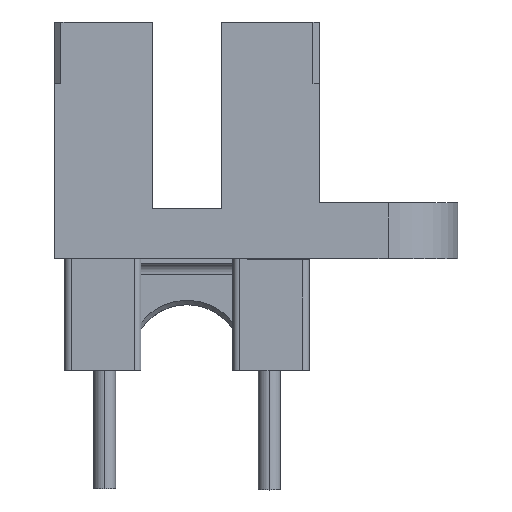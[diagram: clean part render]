
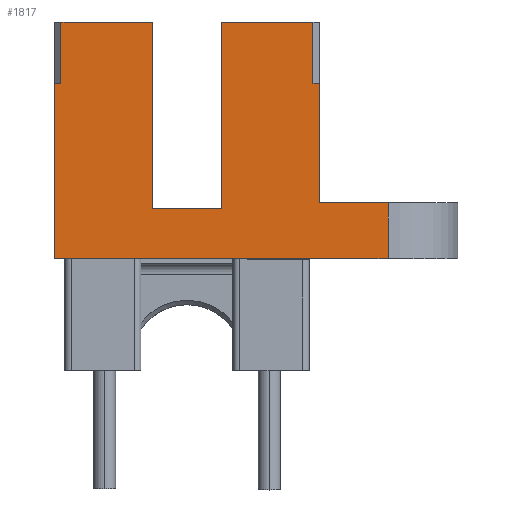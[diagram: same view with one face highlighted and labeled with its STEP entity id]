
A CAD part, top view. The second image highlights one B-rep face of the part: STEP entity #1817.
In plain terms, the highlighted planar face has unit normal (0, 0, 1).
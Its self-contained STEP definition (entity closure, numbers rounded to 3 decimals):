
#476=DIRECTION('',(0.,1.,0.));
#477=VECTOR('',#476,8.);
#478=CARTESIAN_POINT('',(33.95,-8.,3.175));
#479=LINE('',#478,#477);
#480=DIRECTION('',(-1.,0.,0.));
#481=VECTOR('',#480,0.3);
#482=CARTESIAN_POINT('',(34.25,0.,3.175));
#483=LINE('',#482,#481);
#492=DIRECTION('',(0.,-1.,0.));
#493=VECTOR('',#492,2.8);
#494=CARTESIAN_POINT('',(34.25,2.8,3.175));
#495=LINE('',#494,#493);
#516=DIRECTION('',(-1.,0.,0.));
#517=VECTOR('',#516,4.175);
#518=CARTESIAN_POINT('',(38.425,2.8,3.175));
#519=LINE('',#518,#517);
#548=DIRECTION('',(0.,1.,0.));
#549=VECTOR('',#548,8.5);
#550=CARTESIAN_POINT('',(38.425,-5.7,3.175));
#551=LINE('',#550,#549);
#576=DIRECTION('',(0.,-1.,0.));
#577=VECTOR('',#576,8.5);
#578=CARTESIAN_POINT('',(41.575,2.8,3.175));
#579=LINE('',#578,#577);
#588=DIRECTION('',(-1.,0.,0.));
#589=VECTOR('',#588,4.175);
#590=CARTESIAN_POINT('',(45.75,2.8,3.175));
#591=LINE('',#590,#589);
#628=DIRECTION('',(0.,1.,0.));
#629=VECTOR('',#628,5.45);
#630=CARTESIAN_POINT('',(46.05,-5.45,3.175));
#631=LINE('',#630,#629);
#658=DIRECTION('',(-1.,0.,0.));
#659=VECTOR('',#658,3.125);
#660=CARTESIAN_POINT('',(49.175,-5.45,3.175));
#661=LINE('',#660,#659);
#672=DIRECTION('',(0.,1.,0.));
#673=VECTOR('',#672,2.55);
#674=CARTESIAN_POINT('',(49.175,-8.,3.175));
#675=LINE('',#674,#673);
#684=DIRECTION('',(1.,0.,0.));
#685=VECTOR('',#684,15.225);
#686=CARTESIAN_POINT('',(33.95,-8.,3.175));
#687=LINE('',#686,#685);
#1240=DIRECTION('',(-1.,0.,0.));
#1241=VECTOR('',#1240,3.15);
#1242=CARTESIAN_POINT('',(41.575,-5.7,3.175));
#1243=LINE('',#1242,#1241);
#1244=DIRECTION('',(-1.,0.,0.));
#1245=VECTOR('',#1244,0.3);
#1246=CARTESIAN_POINT('',(46.05,0.,3.175));
#1247=LINE('',#1246,#1245);
#1256=DIRECTION('',(0.,1.,0.));
#1257=VECTOR('',#1256,2.8);
#1258=CARTESIAN_POINT('',(45.75,0.,3.175));
#1259=LINE('',#1258,#1257);
#1420=CARTESIAN_POINT('',(33.95,-8.,3.175));
#1421=CARTESIAN_POINT('',(33.95,0.,3.175));
#1422=VERTEX_POINT('',#1420);
#1423=VERTEX_POINT('',#1421);
#1424=CARTESIAN_POINT('',(34.25,0.,3.175));
#1425=VERTEX_POINT('',#1424);
#1428=CARTESIAN_POINT('',(34.25,2.8,3.175));
#1429=VERTEX_POINT('',#1428);
#1438=CARTESIAN_POINT('',(38.425,2.8,3.175));
#1439=VERTEX_POINT('',#1438);
#1454=CARTESIAN_POINT('',(38.425,-5.7,3.175));
#1455=VERTEX_POINT('',#1454);
#1464=CARTESIAN_POINT('',(41.575,2.8,3.175));
#1465=VERTEX_POINT('',#1464);
#1466=CARTESIAN_POINT('',(41.575,-5.7,3.175));
#1467=VERTEX_POINT('',#1466);
#1475=CARTESIAN_POINT('',(45.75,2.8,3.175));
#1477=VERTEX_POINT('',#1475);
#1492=CARTESIAN_POINT('',(46.05,-5.45,3.175));
#1493=CARTESIAN_POINT('',(46.05,0.,3.175));
#1494=VERTEX_POINT('',#1492);
#1495=VERTEX_POINT('',#1493);
#1502=CARTESIAN_POINT('',(49.175,-5.45,3.175));
#1503=VERTEX_POINT('',#1502);
#1508=CARTESIAN_POINT('',(49.175,-8.,3.175));
#1509=VERTEX_POINT('',#1508);
#1678=CARTESIAN_POINT('',(45.75,0.,3.175));
#1679=VERTEX_POINT('',#1678);
#1783=CARTESIAN_POINT('',(41.563,-2.6,3.175));
#1784=DIRECTION('',(0.,0.,1.));
#1785=DIRECTION('',(1.,0.,0.));
#1786=AXIS2_PLACEMENT_3D('',#1783,#1784,#1785);
#1787=PLANE('',#1786);
#1788=ORIENTED_EDGE('',*,*,#1765,.T.);
#1790=ORIENTED_EDGE('',*,*,#1789,.F.);
#1792=ORIENTED_EDGE('',*,*,#1791,.F.);
#1794=ORIENTED_EDGE('',*,*,#1793,.F.);
#1796=ORIENTED_EDGE('',*,*,#1795,.F.);
#1798=ORIENTED_EDGE('',*,*,#1797,.F.);
#1800=ORIENTED_EDGE('',*,*,#1799,.F.);
#1802=ORIENTED_EDGE('',*,*,#1801,.F.);
#1804=ORIENTED_EDGE('',*,*,#1803,.F.);
#1806=ORIENTED_EDGE('',*,*,#1805,.F.);
#1808=ORIENTED_EDGE('',*,*,#1807,.F.);
#1810=ORIENTED_EDGE('',*,*,#1809,.F.);
#1812=ORIENTED_EDGE('',*,*,#1811,.F.);
#1814=ORIENTED_EDGE('',*,*,#1813,.F.);
#1815=EDGE_LOOP('',(#1788,#1790,#1792,#1794,#1796,#1798,#1800,#1802,#1804,#1806,
#1808,#1810,#1812,#1814));
#1816=FACE_OUTER_BOUND('',#1815,.F.);
#1817=ADVANCED_FACE('',(#1816),#1787,.T.);
#1765=EDGE_CURVE('',#1422,#1423,#479,.T.);
#1789=EDGE_CURVE('',#1425,#1423,#483,.T.);
#1791=EDGE_CURVE('',#1429,#1425,#495,.T.);
#1793=EDGE_CURVE('',#1439,#1429,#519,.T.);
#1795=EDGE_CURVE('',#1455,#1439,#551,.T.);
#1797=EDGE_CURVE('',#1467,#1455,#1243,.T.);
#1799=EDGE_CURVE('',#1465,#1467,#579,.T.);
#1801=EDGE_CURVE('',#1477,#1465,#591,.T.);
#1803=EDGE_CURVE('',#1679,#1477,#1259,.T.);
#1805=EDGE_CURVE('',#1495,#1679,#1247,.T.);
#1807=EDGE_CURVE('',#1494,#1495,#631,.T.);
#1809=EDGE_CURVE('',#1503,#1494,#661,.T.);
#1811=EDGE_CURVE('',#1509,#1503,#675,.T.);
#1813=EDGE_CURVE('',#1422,#1509,#687,.T.);
